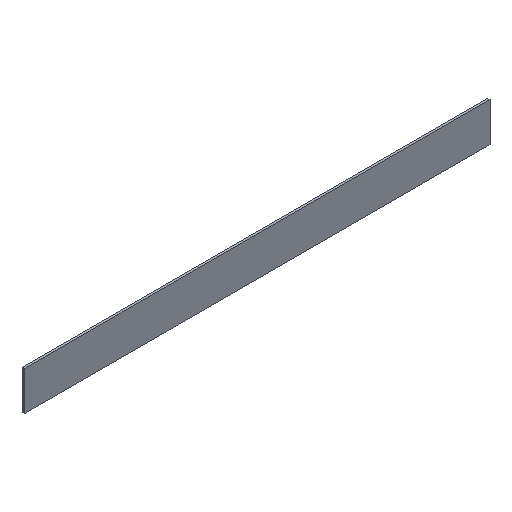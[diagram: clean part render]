
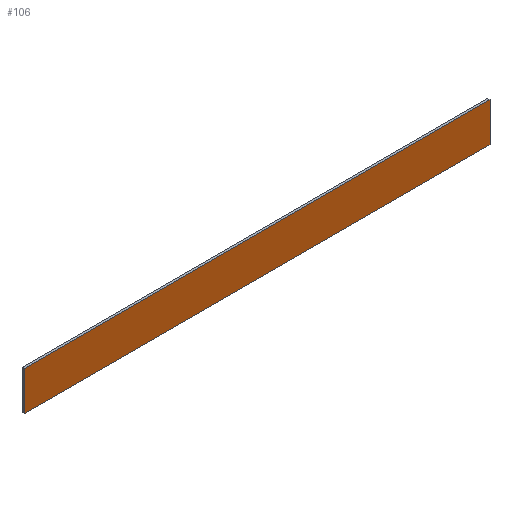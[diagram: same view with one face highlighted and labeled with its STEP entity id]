
A CAD part, isometric view. The second image highlights one B-rep face of the part: STEP entity #106.
In plain terms, the highlighted planar face has unit normal (0, -1, 0).
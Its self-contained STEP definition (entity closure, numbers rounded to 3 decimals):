
#2 = CARTESIAN_POINT ( 'NONE',  ( 149.25, 0., 25. ) ) ;
#3 = DIRECTION ( 'NONE',  ( 1., 0., 0. ) ) ;
#4 = DIRECTION ( 'NONE',  ( 0., -1., 0. ) ) ;
#6 = PLANE ( 'NONE',  #230 ) ;
#13 = CARTESIAN_POINT ( 'NONE',  ( 124.172, 0., 25. ) ) ;
#23 = CARTESIAN_POINT ( 'NONE',  ( -149.25, 0., 0. ) ) ;
#25 = CARTESIAN_POINT ( 'NONE',  ( -149.25, 0., 25. ) ) ;
#36 = EDGE_LOOP ( 'NONE', ( #55, #54, #53, #50 ) ) ;
#50 = ORIENTED_EDGE ( 'NONE', *, *, #217, .T. ) ;
#53 = ORIENTED_EDGE ( 'NONE', *, *, #221, .T. ) ;
#54 = ORIENTED_EDGE ( 'NONE', *, *, #220, .F. ) ;
#55 = ORIENTED_EDGE ( 'NONE', *, *, #216, .F. ) ;
#64 = VERTEX_POINT ( 'NONE', #23 ) ;
#65 = VERTEX_POINT ( 'NONE', #25 ) ;
#68 = VERTEX_POINT ( 'NONE', #2 ) ;
#72 = FACE_OUTER_BOUND ( 'NONE', #36, .T. ) ;
#81 = LINE ( 'NONE', #141, #85 ) ;
#84 = LINE ( 'NONE', #108, #87 ) ;
#85 = VECTOR ( 'NONE', #114, 1000. ) ;
#87 = VECTOR ( 'NONE', #132, 1000. ) ;
#88 = LINE ( 'NONE', #131, #92 ) ;
#91 = LINE ( 'NONE', #109, #94 ) ;
#92 = VECTOR ( 'NONE', #130, 1000. ) ;
#94 = VECTOR ( 'NONE', #151, 1000. ) ;
#106 = ADVANCED_FACE ( 'NONE', ( #72 ), #6, .T. ) ;
#108 = CARTESIAN_POINT ( 'NONE',  ( -149.25, 0., 25. ) ) ;
#109 = CARTESIAN_POINT ( 'NONE',  ( -124.172, 0., 25. ) ) ;
#111 = CARTESIAN_POINT ( 'NONE',  ( 149.25, 0., 0. ) ) ;
#114 = DIRECTION ( 'NONE',  ( -1., 0., 0. ) ) ;
#130 = DIRECTION ( 'NONE',  ( 0., 0., -1. ) ) ;
#131 = CARTESIAN_POINT ( 'NONE',  ( 149.25, 0., 25. ) ) ;
#132 = DIRECTION ( 'NONE',  ( 0., 0., -1. ) ) ;
#141 = CARTESIAN_POINT ( 'NONE',  ( 124.172, 0., 0. ) ) ;
#151 = DIRECTION ( 'NONE',  ( -1., 0., 0. ) ) ;
#162 = VERTEX_POINT ( 'NONE', #111 ) ;
#216 = EDGE_CURVE ( 'NONE', #162, #64, #81, .T. ) ;
#217 = EDGE_CURVE ( 'NONE', #65, #64, #84, .T. ) ;
#220 = EDGE_CURVE ( 'NONE', #68, #162, #88, .T. ) ;
#221 = EDGE_CURVE ( 'NONE', #68, #65, #91, .T. ) ;
#230 = AXIS2_PLACEMENT_3D ( 'NONE', #13, #4, #3 ) ;
